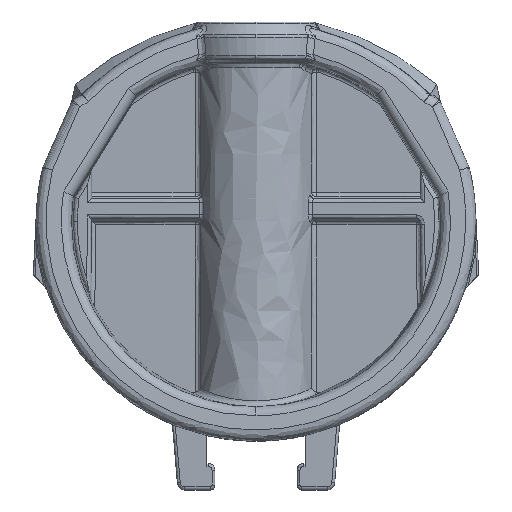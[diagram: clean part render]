
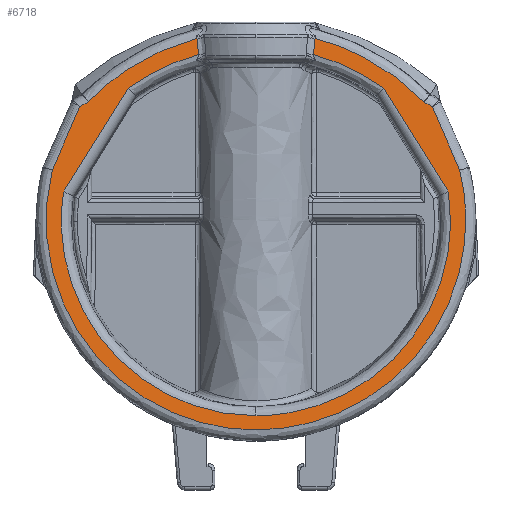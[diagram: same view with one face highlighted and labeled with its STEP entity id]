
A CAD part, top view. The second image highlights one B-rep face of the part: STEP entity #6718.
In plain terms, the highlighted free-form (B-spline) face has degree [1, 1] with [2, 2] control points.
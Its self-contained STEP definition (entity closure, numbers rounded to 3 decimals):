
#340 = EDGE_CURVE('',#341,#343,#345,.T.);
#341 = VERTEX_POINT('',#342);
#342 = CARTESIAN_POINT('',(0.,42.33,48.423));
#343 = VERTEX_POINT('',#344);
#344 = CARTESIAN_POINT('',(-110.069,170.25,
    34.355));
#345 = ( BOUNDED_CURVE() B_SPLINE_CURVE(3,(#346,#347,#348,#349),
.UNSPECIFIED.,.F.,.F.) B_SPLINE_CURVE_WITH_KNOTS((4,4),(0.,
1.721),.PIECEWISE_BEZIER_KNOTS.) CURVE() 
GEOMETRIC_REPRESENTATION_ITEM() RATIONAL_B_SPLINE_CURVE((1.,
0.768,0.768,1.)) REPRESENTATION_ITEM('') );
#346 = CARTESIAN_POINT('',(0.,42.33,48.423));
#347 = CARTESIAN_POINT('',(-73.229,42.33,
    48.423));
#348 = CARTESIAN_POINT('',(-120.992,97.839,
    42.319));
#349 = CARTESIAN_POINT('',(-110.069,170.25,
    34.355));
#6718 = ADVANCED_FACE('',(#6719),#6837,.T.);
#6719 = FACE_BOUND('',#6720,.T.);
#6720 = EDGE_LOOP('',(#6721,#6728,#6737,#6746,#6755,#6762,#6769,#6781,
    #6788,#6795,#6804,#6813,#6822,#6829,#6836));
#6721 = ORIENTED_EDGE('',*,*,#6722,.T.);
#6722 = EDGE_CURVE('',#343,#6723,#6725,.T.);
#6723 = VERTEX_POINT('',#6724);
#6724 = CARTESIAN_POINT('',(-73.097,229.698,
    27.818));
#6725 = B_SPLINE_CURVE_WITH_KNOTS('',1,(#6726,#6727),.UNSPECIFIED.,.F.,
  .F.,(2,2),(-64.183,1.539),.PIECEWISE_BEZIER_KNOTS.);
#6726 = CARTESIAN_POINT('',(-110.069,170.25,
    34.355));
#6727 = CARTESIAN_POINT('',(-73.097,229.698,
    27.818));
#6728 = ORIENTED_EDGE('',*,*,#6729,.T.);
#6729 = EDGE_CURVE('',#6723,#6730,#6732,.T.);
#6730 = VERTEX_POINT('',#6731);
#6731 = CARTESIAN_POINT('',(-32.818,248.84,
    25.713));
#6732 = ( BOUNDED_CURVE() B_SPLINE_CURVE(3,(#6733,#6734,#6735,#6736),
.UNSPECIFIED.,.F.,.F.) B_SPLINE_CURVE_WITH_KNOTS((4,4),(2.519,
2.877),.PIECEWISE_BEZIER_KNOTS.) CURVE() 
GEOMETRIC_REPRESENTATION_ITEM() RATIONAL_B_SPLINE_CURVE((1.,
0.989,0.989,1.)) REPRESENTATION_ITEM('') );
#6733 = CARTESIAN_POINT('',(-73.097,229.698,
    27.818));
#6734 = CARTESIAN_POINT('',(-60.89,238.458,
    26.854));
#6735 = CARTESIAN_POINT('',(-47.319,244.907,
    26.145));
#6736 = CARTESIAN_POINT('',(-32.818,248.84,
    25.713));
#6737 = ORIENTED_EDGE('',*,*,#6738,.T.);
#6738 = EDGE_CURVE('',#6730,#6739,#6741,.T.);
#6739 = VERTEX_POINT('',#6740);
#6740 = CARTESIAN_POINT('',(-33.757,258.037,
    24.701));
#6741 = ( BOUNDED_CURVE() B_SPLINE_CURVE(3,(#6742,#6743,#6744,#6745),
.UNSPECIFIED.,.F.,.F.) B_SPLINE_CURVE_WITH_KNOTS((4,4),(0.807,
0.838),.PIECEWISE_BEZIER_KNOTS.) CURVE() 
GEOMETRIC_REPRESENTATION_ITEM() RATIONAL_B_SPLINE_CURVE((1.,
1.,1.,1.)) REPRESENTATION_ITEM('') );
#6742 = CARTESIAN_POINT('',(-32.818,248.84,
    25.713));
#6743 = CARTESIAN_POINT('',(-33.136,251.862,
    25.38));
#6744 = CARTESIAN_POINT('',(-33.449,254.928,
    25.043));
#6745 = CARTESIAN_POINT('',(-33.757,258.037,
    24.701));
#6746 = ORIENTED_EDGE('',*,*,#6747,.T.);
#6747 = EDGE_CURVE('',#6739,#6748,#6750,.T.);
#6748 = VERTEX_POINT('',#6749);
#6749 = CARTESIAN_POINT('',(-95.942,221.876,
    28.678));
#6750 = ( BOUNDED_CURVE() B_SPLINE_CURVE(3,(#6751,#6752,#6753,#6754),
.UNSPECIFIED.,.F.,.F.) B_SPLINE_CURVE_WITH_KNOTS((4,4),(0.255,
0.799),.PIECEWISE_BEZIER_KNOTS.) CURVE() 
GEOMETRIC_REPRESENTATION_ITEM() RATIONAL_B_SPLINE_CURVE((1.,
0.976,0.976,1.)) REPRESENTATION_ITEM('') );
#6751 = CARTESIAN_POINT('',(-33.757,258.037,
    24.701));
#6752 = CARTESIAN_POINT('',(-57.544,251.842,
    25.382));
#6753 = CARTESIAN_POINT('',(-78.793,239.485,
    26.741));
#6754 = CARTESIAN_POINT('',(-95.942,221.876,
    28.678));
#6755 = ORIENTED_EDGE('',*,*,#6756,.T.);
#6756 = EDGE_CURVE('',#6748,#6757,#6759,.T.);
#6757 = VERTEX_POINT('',#6758);
#6758 = CARTESIAN_POINT('',(-100.752,218.937,
    29.001));
#6759 = B_SPLINE_CURVE_WITH_KNOTS('',1,(#6760,#6761),.UNSPECIFIED.,.F.,
  .F.,(2,2),(-130.129,-124.851),.PIECEWISE_BEZIER_KNOTS.);
#6760 = CARTESIAN_POINT('',(-95.942,221.876,
    28.678));
#6761 = CARTESIAN_POINT('',(-100.752,218.937,
    29.001));
#6762 = ORIENTED_EDGE('',*,*,#6763,.T.);
#6763 = EDGE_CURVE('',#6757,#6764,#6766,.T.);
#6764 = VERTEX_POINT('',#6765);
#6765 = CARTESIAN_POINT('',(-116.522,182.792,
    32.976));
#6766 = B_SPLINE_CURVE_WITH_KNOTS('',1,(#6767,#6768),.UNSPECIFIED.,.F.,
  .F.,(2,2),(-193.186,-156.138),.PIECEWISE_BEZIER_KNOTS.);
#6767 = CARTESIAN_POINT('',(-100.752,218.937,
    29.001));
#6768 = CARTESIAN_POINT('',(-116.522,182.792,
    32.976));
#6769 = ORIENTED_EDGE('',*,*,#6770,.T.);
#6770 = EDGE_CURVE('',#6764,#6771,#6773,.T.);
#6771 = VERTEX_POINT('',#6772);
#6772 = CARTESIAN_POINT('',(116.522,182.792,
    32.976));
#6773 = ( BOUNDED_CURVE() B_SPLINE_CURVE(3,(#6774,#6775,#6776,#6777,
#6778,#6779,#6780),.UNSPECIFIED.,.F.,.F.) B_SPLINE_CURVE_WITH_KNOTS((4,3
    ,4),(1.33,3.142,4.953),
.PIECEWISE_BEZIER_KNOTS.) CURVE() GEOMETRIC_REPRESENTATION_ITEM() 
RATIONAL_B_SPLINE_CURVE((1.,0.745,0.745,1.,
0.745,0.745,1.)) REPRESENTATION_ITEM('') );
#6774 = CARTESIAN_POINT('',(-116.522,182.792,
    32.976));
#6775 = CARTESIAN_POINT('',(-136.673,100.711,
    42.003));
#6776 = CARTESIAN_POINT('',(-84.518,34.204,
    49.317));
#6777 = CARTESIAN_POINT('',(0.,34.204,
    49.317));
#6778 = CARTESIAN_POINT('',(84.518,34.204,
    49.317));
#6779 = CARTESIAN_POINT('',(136.673,100.711,
    42.003));
#6780 = CARTESIAN_POINT('',(116.522,182.792,
    32.976));
#6781 = ORIENTED_EDGE('',*,*,#6782,.T.);
#6782 = EDGE_CURVE('',#6771,#6783,#6785,.T.);
#6783 = VERTEX_POINT('',#6784);
#6784 = CARTESIAN_POINT('',(100.752,218.937,
    29.001));
#6785 = B_SPLINE_CURVE_WITH_KNOTS('',1,(#6786,#6787),.UNSPECIFIED.,.F.,
  .F.,(2,2),(-38.227,-1.179),.PIECEWISE_BEZIER_KNOTS.);
#6786 = CARTESIAN_POINT('',(116.522,182.792,
    32.976));
#6787 = CARTESIAN_POINT('',(100.752,218.937,
    29.001));
#6788 = ORIENTED_EDGE('',*,*,#6789,.T.);
#6789 = EDGE_CURVE('',#6783,#6790,#6792,.T.);
#6790 = VERTEX_POINT('',#6791);
#6791 = CARTESIAN_POINT('',(95.942,221.876,
    28.678));
#6792 = B_SPLINE_CURVE_WITH_KNOTS('',1,(#6793,#6794),.UNSPECIFIED.,.F.,
  .F.,(2,2),(-4.332,0.946),.PIECEWISE_BEZIER_KNOTS.);
#6793 = CARTESIAN_POINT('',(100.752,218.937,
    29.001));
#6794 = CARTESIAN_POINT('',(95.942,221.876,
    28.678));
#6795 = ORIENTED_EDGE('',*,*,#6796,.T.);
#6796 = EDGE_CURVE('',#6790,#6797,#6799,.T.);
#6797 = VERTEX_POINT('',#6798);
#6798 = CARTESIAN_POINT('',(33.757,258.037,
    24.701));
#6799 = ( BOUNDED_CURVE() B_SPLINE_CURVE(3,(#6800,#6801,#6802,#6803),
.UNSPECIFIED.,.F.,.F.) B_SPLINE_CURVE_WITH_KNOTS((4,4),(5.485,
6.028),.PIECEWISE_BEZIER_KNOTS.) CURVE() 
GEOMETRIC_REPRESENTATION_ITEM() RATIONAL_B_SPLINE_CURVE((1.,
0.976,0.976,1.)) REPRESENTATION_ITEM('') );
#6800 = CARTESIAN_POINT('',(95.942,221.876,
    28.678));
#6801 = CARTESIAN_POINT('',(78.793,239.485,
    26.741));
#6802 = CARTESIAN_POINT('',(57.544,251.842,
    25.382));
#6803 = CARTESIAN_POINT('',(33.757,258.037,
    24.701));
#6804 = ORIENTED_EDGE('',*,*,#6805,.T.);
#6805 = EDGE_CURVE('',#6797,#6806,#6808,.T.);
#6806 = VERTEX_POINT('',#6807);
#6807 = CARTESIAN_POINT('',(32.818,248.84,
    25.713));
#6808 = ( BOUNDED_CURVE() B_SPLINE_CURVE(3,(#6809,#6810,#6811,#6812),
.UNSPECIFIED.,.F.,.F.) B_SPLINE_CURVE_WITH_KNOTS((4,4),(5.445,
5.476),.PIECEWISE_BEZIER_KNOTS.) CURVE() 
GEOMETRIC_REPRESENTATION_ITEM() RATIONAL_B_SPLINE_CURVE((1.,
1.,1.,1.)) REPRESENTATION_ITEM('') );
#6809 = CARTESIAN_POINT('',(33.757,258.037,
    24.701));
#6810 = CARTESIAN_POINT('',(33.449,254.928,
    25.043));
#6811 = CARTESIAN_POINT('',(33.136,251.862,
    25.38));
#6812 = CARTESIAN_POINT('',(32.818,248.84,
    25.713));
#6813 = ORIENTED_EDGE('',*,*,#6814,.T.);
#6814 = EDGE_CURVE('',#6806,#6815,#6817,.T.);
#6815 = VERTEX_POINT('',#6816);
#6816 = CARTESIAN_POINT('',(73.097,229.698,
    27.818));
#6817 = ( BOUNDED_CURVE() B_SPLINE_CURVE(3,(#6818,#6819,#6820,#6821),
.UNSPECIFIED.,.F.,.F.) B_SPLINE_CURVE_WITH_KNOTS((4,4),(3.406,
3.764),.PIECEWISE_BEZIER_KNOTS.) CURVE() 
GEOMETRIC_REPRESENTATION_ITEM() RATIONAL_B_SPLINE_CURVE((1.,
0.989,0.989,1.)) REPRESENTATION_ITEM('') );
#6818 = CARTESIAN_POINT('',(32.818,248.84,
    25.713));
#6819 = CARTESIAN_POINT('',(47.319,244.907,
    26.145));
#6820 = CARTESIAN_POINT('',(60.89,238.458,
    26.854));
#6821 = CARTESIAN_POINT('',(73.097,229.698,
    27.818));
#6822 = ORIENTED_EDGE('',*,*,#6823,.T.);
#6823 = EDGE_CURVE('',#6815,#6824,#6826,.T.);
#6824 = VERTEX_POINT('',#6825);
#6825 = CARTESIAN_POINT('',(110.069,170.25,
    34.355));
#6826 = B_SPLINE_CURVE_WITH_KNOTS('',1,(#6827,#6828),.UNSPECIFIED.,.F.,
  .F.,(2,2),(-65.155,0.567),.PIECEWISE_BEZIER_KNOTS.);
#6827 = CARTESIAN_POINT('',(73.097,229.698,
    27.818));
#6828 = CARTESIAN_POINT('',(110.069,170.25,
    34.355));
#6829 = ORIENTED_EDGE('',*,*,#6830,.T.);
#6830 = EDGE_CURVE('',#6824,#341,#6831,.T.);
#6831 = ( BOUNDED_CURVE() B_SPLINE_CURVE(3,(#6832,#6833,#6834,#6835),
.UNSPECIFIED.,.F.,.F.) B_SPLINE_CURVE_WITH_KNOTS((4,4),(4.563,
6.283),.PIECEWISE_BEZIER_KNOTS.) CURVE() 
GEOMETRIC_REPRESENTATION_ITEM() RATIONAL_B_SPLINE_CURVE((1.,
0.768,0.768,1.)) REPRESENTATION_ITEM('') );
#6832 = CARTESIAN_POINT('',(110.069,170.25,
    34.355));
#6833 = CARTESIAN_POINT('',(120.992,97.839,
    42.319));
#6834 = CARTESIAN_POINT('',(73.229,42.33,
    48.423));
#6835 = CARTESIAN_POINT('',(0.,42.33,48.423));
#6836 = ORIENTED_EDGE('',*,*,#340,.T.);
#6837 = B_SPLINE_SURFACE_WITH_KNOTS('',1,1,(
    (#6838,#6839)
    ,(#6840,#6841
    )),.UNSPECIFIED.,.F.,.F.,.F.,(2,2),(2,2),(-237.224,
    -26.74),(-10.251,245.251),
  .PIECEWISE_BEZIER_KNOTS.);
#6838 = CARTESIAN_POINT('',(-136.673,258.037,
    24.701));
#6839 = CARTESIAN_POINT('',(136.673,258.037,
    24.701));
#6840 = CARTESIAN_POINT('',(-136.673,34.204,
    49.317));
#6841 = CARTESIAN_POINT('',(136.673,34.204,
    49.317));
